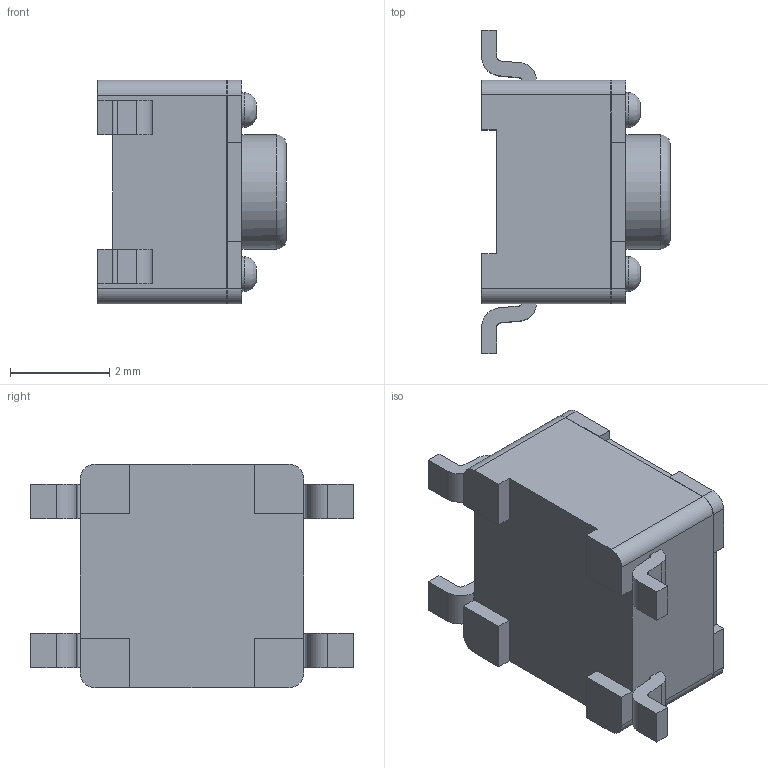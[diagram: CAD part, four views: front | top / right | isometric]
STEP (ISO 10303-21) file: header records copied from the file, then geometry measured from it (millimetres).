
FILE_DESCRIPTION(/* description */ ('STEP AP214'),/* implementation_level */ '2;1');
FILE_NAME(/* name */ 'PTS647SM38SMTR2LFS.stp',/* time_stamp */ '2023-10-18T15:02:05-04:00',/* author */ ('madis'),/* organization */ ('CADENAS'),/* preprocessor_version */ 'ST-DEVELOPER v19.2',/* originating_system */ 'Autodesk Inventor 2024',/* authorisation */ ' ');
FILE_SCHEMA (('AUTOMOTIVE_DESIGN { 1 0 10303 214 3 1 1 }'));
Length unit declared in the file: metre
Products named in the file (1): CU97M05647FP
Bounding box: 3.8 x 6.5 x 4.5 mm (x, y, z)
Volume: 58.4 mm3; surface area: 122.1 mm2
Topology: 1 solids, 1 shells, 113 faces, 297 edges, 198 vertices
Faces by surface type: plane 78, cylinder 30, bspline 4, torus 1
Full cylindrical faces by diameter (mm): 0.7 x4, 2.3 x1, 2.4 x1
Entity records: 3815 total; most frequent: CARTESIAN_POINT 785, ORIENTED_EDGE 594, DIRECTION 592, EDGE_CURVE 297, LINE 222, VECTOR 222, VERTEX_POINT 198, AXIS2_PLACEMENT_3D 185
